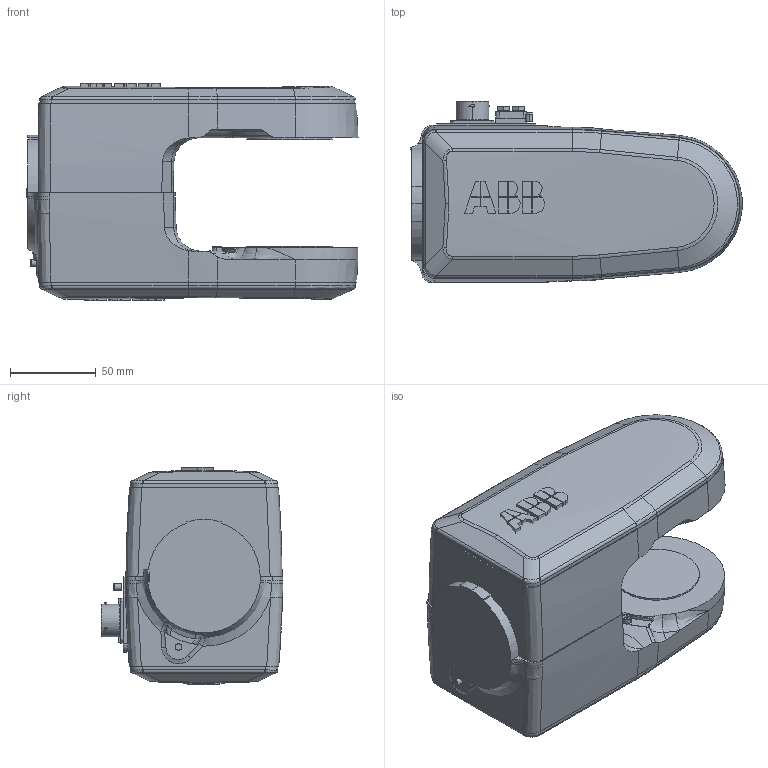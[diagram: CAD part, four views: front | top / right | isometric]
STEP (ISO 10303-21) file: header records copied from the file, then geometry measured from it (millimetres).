
FILE_DESCRIPTION (( 'STEP AP203' ), '1' );
FILE_NAME ('IRB120_3-58_IRC5_Link4_rev0.STEP', '2016-09-01T05:26:20', ( 'ABB' ), ( 'ABB' ), 'SwSTEP 2.0', 'SolidWorks 2014', '' );
FILE_SCHEMA (( 'CONFIG_CONTROL_DESIGN' ));
Length unit declared in the file: millimetre
Products named in the file (10): IRB120_3-58_IRC5_Link4_rev0; ABB logo black; 3HAC023624-002; 3HAC031125-001; 3HAC031956-001; 3HAB3409-207; 3HAC032050-001; 3HAC031128-001; 3HAC032090-001; 3HAC031115-003
Assembly tree (17 placements, depth 2):
  IRB120_3-58_IRC5_Link4_rev0
    3HAC031956-001  x2
    3HAC032050-001  x4
    3HAC031128-001
    3HAB3409-207  x2
    3HAC032090-001
    3HAC031125-001  x3
    3HAC031115-003
    3HAC023624-002
    ABB logo black  x2
Bounding box: 193.33 x 105.91 x 126.94 mm (x, y, z)
Volume: 1447648 mm3; surface area: 210999.9 mm2
Topology: 39 solids, 39 shells, 827 faces, 2039 edges, 1307 vertices
Faces by surface type: plane 416, cylinder 188, bspline 163, cone 54, torus 4, sphere 2
Entity records: 24449 total; most frequent: CARTESIAN_POINT 9802, ORIENTED_EDGE 2950, DIRECTION 2530, EDGE_CURVE 1475, VERTEX_POINT 958, AXIS2_PLACEMENT_3D 892, LINE 746, VECTOR 746
